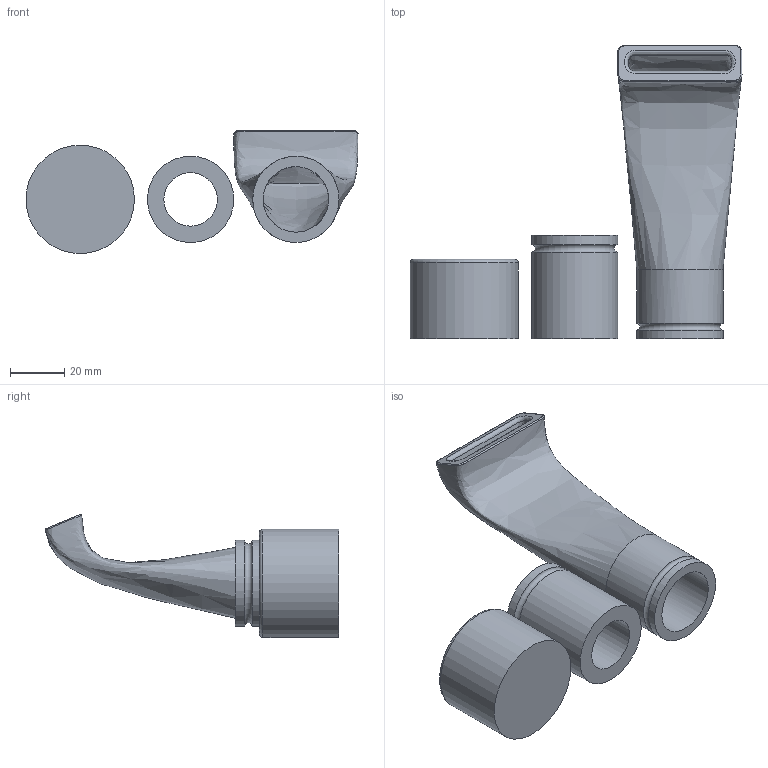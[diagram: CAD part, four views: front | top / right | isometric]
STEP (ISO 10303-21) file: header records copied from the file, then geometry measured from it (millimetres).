
FILE_DESCRIPTION(('FreeCAD Model'),'2;1');
FILE_NAME('Open CASCADE Shape Model','2025-05-04T01:09:26',('FreeCAD'),( 'FreeCAD'),'Open CASCADE STEP processor 7.6','FreeCAD','Unknown');
FILE_SCHEMA(('AUTOMOTIVE_DESIGN { 1 0 10303 214 1 1 1 1 }'));
Length unit declared in the file: millimetre
Products named in the file (1): Open CASCADE STEP translator 7.6 1
Bounding box: 122.17 x 108.07 x 45.33 mm (x, y, z)
Volume: 61671.9 mm3; surface area: 36035.3 mm2
Topology: 3 solids, 3 shells, 23 faces, 68 edges, 52 vertices
Faces by surface type: plane 7, cylinder 7, bspline 5, torus 4
Full cylindrical faces by diameter (mm): 19.685 x1, 31.75 x4, 32.258 x1, 39.878 x1
Entity records: 2615 total; most frequent: CARTESIAN_POINT 2008, ORIENTED_EDGE 136, DIRECTION 106, EDGE_CURVE 68, VERTEX_POINT 52, AXIS2_PLACEMENT_3D 49, CIRCLE 30, B_SPLINE_CURVE_WITH_KNOTS 30
